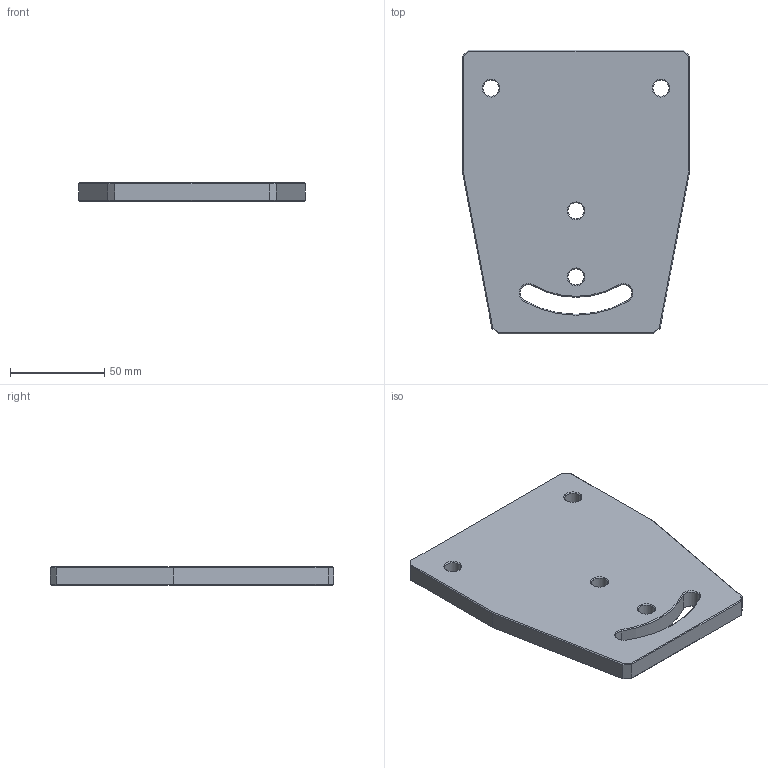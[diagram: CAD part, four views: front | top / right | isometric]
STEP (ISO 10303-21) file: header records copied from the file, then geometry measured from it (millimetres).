
FILE_DESCRIPTION((''),'2;1');
FILE_NAME('904601.ipt.stp','2010-09-05T12:30:20',(''),(''),'Autodesk Inventor 2010','Autodesk Inventor 2010','');
FILE_SCHEMA(('AUTOMOTIVE_DESIGN { 1 0 10303 214 1 1 1 1 }'));
Length unit declared in the file: millimetre
Products named in the file (1): 904601
Bounding box: 120 x 150 x 10 mm (x, y, z)
Volume: 158392.7 mm3; surface area: 38732.2 mm2
Topology: 1 solids, 1 shells, 56 faces, 130 edges, 76 vertices
Faces by surface type: plane 32, cone 16, cylinder 4, bspline 4
Entity records: 1552 total; most frequent: CARTESIAN_POINT 311, DIRECTION 252, ORIENTED_EDGE 228, EDGE_CURVE 114, AXIS2_PLACEMENT_3D 85, VECTOR 82, LINE 82, EDGE_LOOP 78
